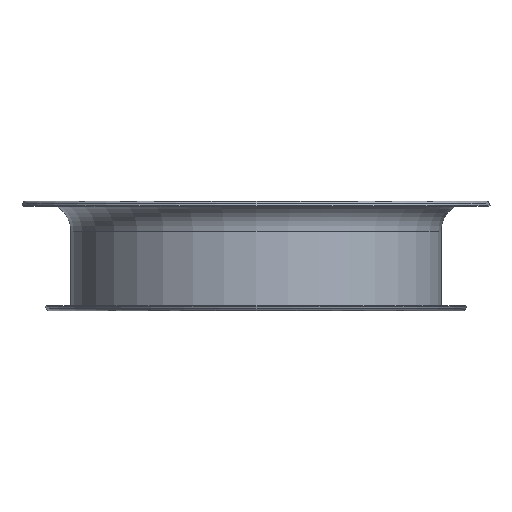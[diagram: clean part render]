
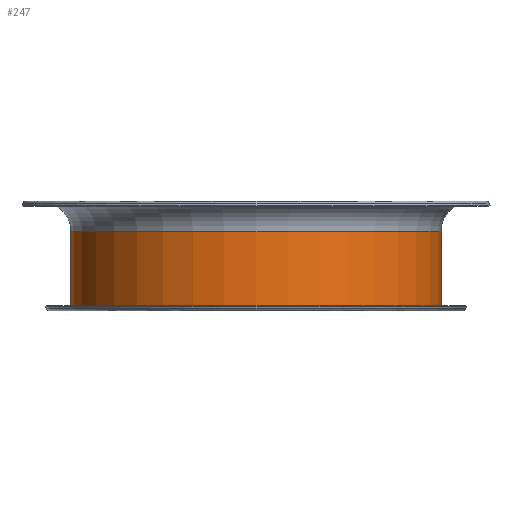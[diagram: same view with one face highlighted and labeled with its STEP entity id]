
A CAD part, left-side view. The second image highlights one B-rep face of the part: STEP entity #247.
In plain terms, the highlighted cylindrical face has radius 320.5 mm (diameter 641 mm), a partial arc.
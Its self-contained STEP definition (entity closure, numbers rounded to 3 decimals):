
#33 = AXIS2_PLACEMENT_3D ( 'NONE', #3064, #1858, #2355 ) ;
#128 = DIRECTION ( 'NONE',  ( 0., 0., 1. ) ) ;
#247 = ADVANCED_FACE ( 'NONE', ( #2856 ), #1683, .T. ) ;
#525 = CARTESIAN_POINT ( 'NONE',  ( 0., -320.5, 7. ) ) ;
#768 = VERTEX_POINT ( 'NONE', #1599 ) ;
#813 = EDGE_CURVE ( 'NONE', #2290, #768, #2115, .T. ) ;
#929 = CARTESIAN_POINT ( 'NONE',  ( 0., 0., 0. ) ) ;
#1047 = DIRECTION ( 'NONE',  ( 0., 0., 1. ) ) ;
#1057 = CARTESIAN_POINT ( 'NONE',  ( 0., 320.5, 138. ) ) ;
#1125 = CARTESIAN_POINT ( 'NONE',  ( 0., 320.5, 0. ) ) ;
#1192 = CARTESIAN_POINT ( 'NONE',  ( 0., 320.5, 7. ) ) ;
#1268 = DIRECTION ( 'NONE',  ( 0., 0., 1. ) ) ;
#1269 = CARTESIAN_POINT ( 'NONE',  ( 0., -320.5, 0. ) ) ;
#1290 = VECTOR ( 'NONE', #128, 1000. ) ;
#1366 = EDGE_CURVE ( 'NONE', #2229, #2280, #2675, .T. ) ;
#1599 = CARTESIAN_POINT ( 'NONE',  ( 0., -320.5, 138. ) ) ;
#1615 = LINE ( 'NONE', #1269, #2254 ) ;
#1683 = CYLINDRICAL_SURFACE ( 'NONE', #2356, 320.5 ) ;
#1701 = EDGE_LOOP ( 'NONE', ( #2447, #2114, #2679, #2573 ) ) ;
#1704 = EDGE_CURVE ( 'NONE', #2229, #2290, #1873, .T. ) ;
#1858 = DIRECTION ( 'NONE',  ( 0., 0., 1. ) ) ;
#1873 = LINE ( 'NONE', #1125, #1290 ) ;
#1947 = CARTESIAN_POINT ( 'NONE',  ( 0., 0., 7. ) ) ;
#2114 = ORIENTED_EDGE ( 'NONE', *, *, #1366, .T. ) ;
#2115 = CIRCLE ( 'NONE', #33, 320.5 ) ;
#2229 = VERTEX_POINT ( 'NONE', #1192 ) ;
#2254 = VECTOR ( 'NONE', #1047, 1000. ) ;
#2280 = VERTEX_POINT ( 'NONE', #525 ) ;
#2290 = VERTEX_POINT ( 'NONE', #1057 ) ;
#2355 = DIRECTION ( 'NONE',  ( 0., -1., 0. ) ) ;
#2356 = AXIS2_PLACEMENT_3D ( 'NONE', #929, #2812, #3082 ) ;
#2447 = ORIENTED_EDGE ( 'NONE', *, *, #1704, .F. ) ;
#2471 = DIRECTION ( 'NONE',  ( 0., -1., 0. ) ) ;
#2512 = AXIS2_PLACEMENT_3D ( 'NONE', #1947, #1268, #2471 ) ;
#2573 = ORIENTED_EDGE ( 'NONE', *, *, #813, .F. ) ;
#2675 = CIRCLE ( 'NONE', #2512, 320.5 ) ;
#2679 = ORIENTED_EDGE ( 'NONE', *, *, #2959, .T. ) ;
#2812 = DIRECTION ( 'NONE',  ( 0., 0., 1. ) ) ;
#2856 = FACE_OUTER_BOUND ( 'NONE', #1701, .T. ) ;
#2959 = EDGE_CURVE ( 'NONE', #2280, #768, #1615, .T. ) ;
#3064 = CARTESIAN_POINT ( 'NONE',  ( 0., 0., 138. ) ) ;
#3082 = DIRECTION ( 'NONE',  ( 0., -1., 0. ) ) ;
